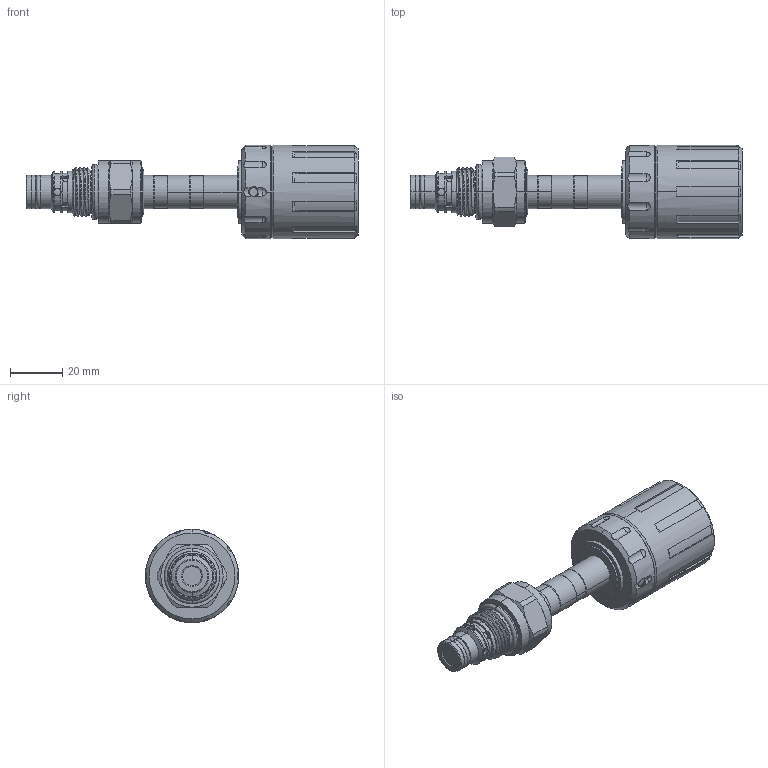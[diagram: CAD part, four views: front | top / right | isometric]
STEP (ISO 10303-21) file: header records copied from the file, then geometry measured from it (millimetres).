
FILE_DESCRIPTION (( 'STEP AP203' ), '1' );
FILE_NAME ('EP08W2A02RB05.STEP', '2024-07-01T03:04:30', ( '' ), ( '' ), 'SwSTEP 2.0', 'SolidWorks 2018', '' );
FILE_SCHEMA (( 'CONFIG_CONTROL_DESIGN' ));
Length unit declared in the file: millimetre
Products named in the file (1): EP08W2A02RB05
Bounding box: 126.7 x 35.6 x 35.6 mm (x, y, z)
Volume: 61055.9 mm3; surface area: 13391.7 mm2
Topology: 1 solids, 1 shells, 448 faces, 1189 edges, 776 vertices
Faces by surface type: plane 189, cylinder 173, cone 48, bspline 18, torus 10, sphere 10
Entity records: 37704 total; most frequent: CARTESIAN_POINT 26743, ORIENTED_EDGE 2378, DIRECTION 2139, EDGE_CURVE 1189, VERTEX_POINT 776, AXIS2_PLACEMENT_3D 771, LINE 597, VECTOR 597
